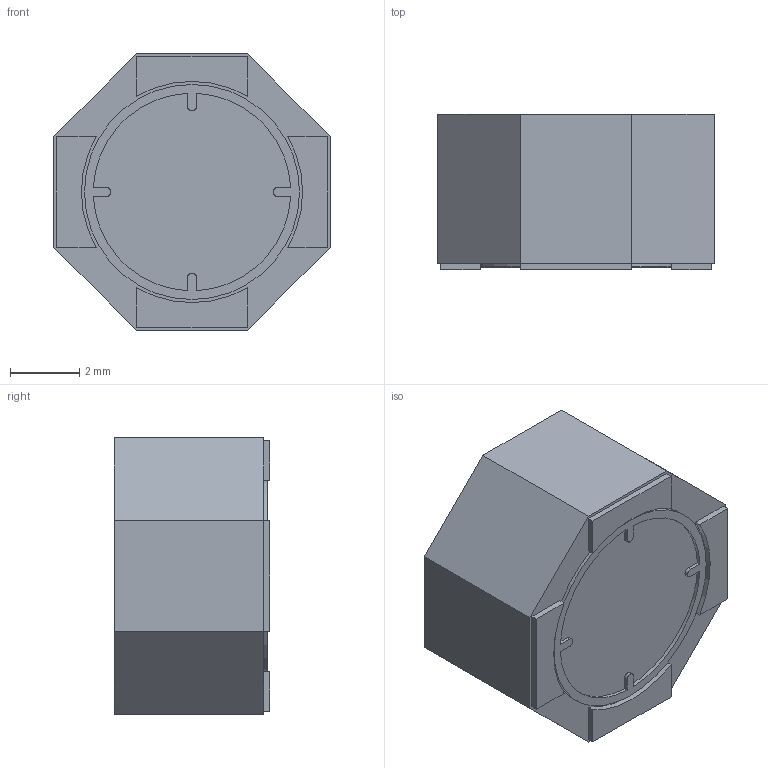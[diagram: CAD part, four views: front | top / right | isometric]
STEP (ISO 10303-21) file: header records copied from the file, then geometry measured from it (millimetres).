
FILE_DESCRIPTION((''),'2;1');
FILE_NAME('SRU8045A','2016-05-24T',('brandonc'),('Bourns, Inc.'),'CREO PARAMETRIC BY PTC INC, 2016050','CREO PARAMETRIC BY PTC INC, 2016050','');
FILE_SCHEMA(('CONFIG_CONTROL_DESIGN'));
Length unit declared in the file: inch
Products named in the file (1): SRU8045A
Bounding box: 8 x 4.5 x 8 mm (x, y, z)
Volume: 229.2 mm3; surface area: 231.4 mm2
Topology: 1 solids, 1 shells, 150 faces, 411 edges, 274 vertices
Faces by surface type: plane 136, cylinder 14
Entity records: 4723 total; most frequent: CARTESIAN_POINT 835, ORIENTED_EDGE 822, DIRECTION 739, EDGE_CURVE 411, VECTOR 383, LINE 383, VERTEX_POINT 274, AXIS2_PLACEMENT_3D 178
